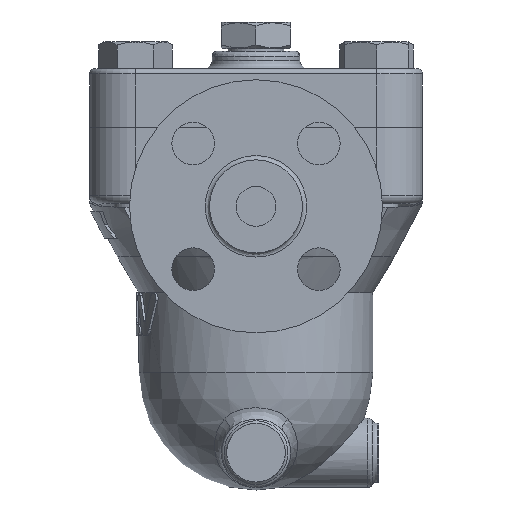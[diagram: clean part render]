
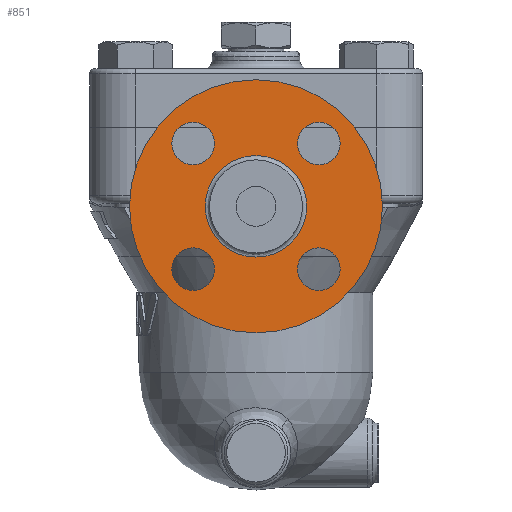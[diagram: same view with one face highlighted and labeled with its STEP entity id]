
A CAD part, left-side view. The second image highlights one B-rep face of the part: STEP entity #851.
In plain terms, the highlighted free-form (B-spline) face has degree [1, 1] with [2, 2] control points.
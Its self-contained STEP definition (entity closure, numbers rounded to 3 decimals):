
#664=CARTESIAN_POINT('',(-103.1,0.0,18.));
#665=VERTEX_POINT('',#664);
#666=CARTESIAN_POINT('',(-103.1,0.0,-29.5));
#667=DIRECTION('',(-1.0,0.0,0.0));
#668=DIRECTION('',(0.0,0.0,1.0));
#669=AXIS2_PLACEMENT_3D('',#666,#667,#668);
#670=CIRCLE('',#669,47.5);
#671=EDGE_CURVE('',#665,#665,#670,.T.);
#732=CARTESIAN_POINT('',(-103.1,0.0,-10.45));
#733=VERTEX_POINT('',#732);
#734=CARTESIAN_POINT('',(-103.1,0.0,-29.5));
#735=DIRECTION('',(-1.0,0.0,0.0));
#736=DIRECTION('',(0.0,0.0,-1.0));
#737=AXIS2_PLACEMENT_3D('',#734,#735,#736);
#738=CIRCLE('',#737,19.05);
#739=EDGE_CURVE('',#733,#733,#738,.T.);
#796=CARTESIAN_POINT('',(-103.1,47.5,18.));
#797=CARTESIAN_POINT('',(-103.1,47.5,-77.0));
#798=CARTESIAN_POINT('',(-103.1,-47.5,18.));
#799=CARTESIAN_POINT('',(-103.1,-47.5,-77.0));
#800=B_SPLINE_SURFACE_WITH_KNOTS('',1,1,((#796,#798),(#797,#799)),.UNSPECIFIED.,.F.,.F.,.U.,(2,2),(2,2),(0.0,95.),(0.0,95.0),.UNSPECIFIED.);
#801=ORIENTED_EDGE('',*,*,#671,.T.);
#802=EDGE_LOOP('',(#801));
#803=FACE_OUTER_BOUND('',#802,.T.);
#804=CARTESIAN_POINT('',(-103.1,-23.582,-13.918));
#805=VERTEX_POINT('',#804);
#806=CARTESIAN_POINT('',(-103.1,-23.582,-5.918));
#807=DIRECTION('',(1.0,0.0,0.0));
#808=DIRECTION('',(0.0,0.0,-1.0));
#809=AXIS2_PLACEMENT_3D('',#806,#807,#808);
#810=CIRCLE('',#809,8.0);
#811=EDGE_CURVE('',#805,#805,#810,.T.);
#812=ORIENTED_EDGE('',*,*,#811,.T.);
#813=EDGE_LOOP('',(#812));
#814=FACE_BOUND('',#813,.T.);
#815=CARTESIAN_POINT('',(-103.1,15.582,-5.918));
#816=VERTEX_POINT('',#815);
#817=CARTESIAN_POINT('',(-103.1,23.582,-5.918));
#818=DIRECTION('',(1.0,0.0,0.0));
#819=DIRECTION('',(0.0,-1.0,0.0));
#820=AXIS2_PLACEMENT_3D('',#817,#818,#819);
#821=CIRCLE('',#820,8.0);
#822=EDGE_CURVE('',#816,#816,#821,.T.);
#823=ORIENTED_EDGE('',*,*,#822,.T.);
#824=EDGE_LOOP('',(#823));
#825=FACE_BOUND('',#824,.T.);
#826=CARTESIAN_POINT('',(-103.1,23.582,-45.082));
#827=VERTEX_POINT('',#826);
#828=CARTESIAN_POINT('',(-103.1,23.582,-53.082));
#829=DIRECTION('',(1.0,0.0,0.0));
#830=DIRECTION('',(0.0,0.0,1.0));
#831=AXIS2_PLACEMENT_3D('',#828,#829,#830);
#832=CIRCLE('',#831,8.0);
#833=EDGE_CURVE('',#827,#827,#832,.T.);
#834=ORIENTED_EDGE('',*,*,#833,.T.);
#835=EDGE_LOOP('',(#834));
#836=FACE_BOUND('',#835,.T.);
#837=CARTESIAN_POINT('',(-103.1,-15.582,-53.082));
#838=VERTEX_POINT('',#837);
#839=CARTESIAN_POINT('',(-103.1,-23.582,-53.082));
#840=DIRECTION('',(1.0,0.0,0.0));
#841=DIRECTION('',(0.0,1.0,0.0));
#842=AXIS2_PLACEMENT_3D('',#839,#840,#841);
#843=CIRCLE('',#842,8.0);
#844=EDGE_CURVE('',#838,#838,#843,.T.);
#845=ORIENTED_EDGE('',*,*,#844,.T.);
#846=EDGE_LOOP('',(#845));
#847=FACE_BOUND('',#846,.T.);
#848=ORIENTED_EDGE('',*,*,#739,.F.);
#849=EDGE_LOOP('',(#848));
#850=FACE_BOUND('',#849,.T.);
#851=ADVANCED_FACE('',(#803,#814,#825,#836,#847,#850),#800,.T.);
